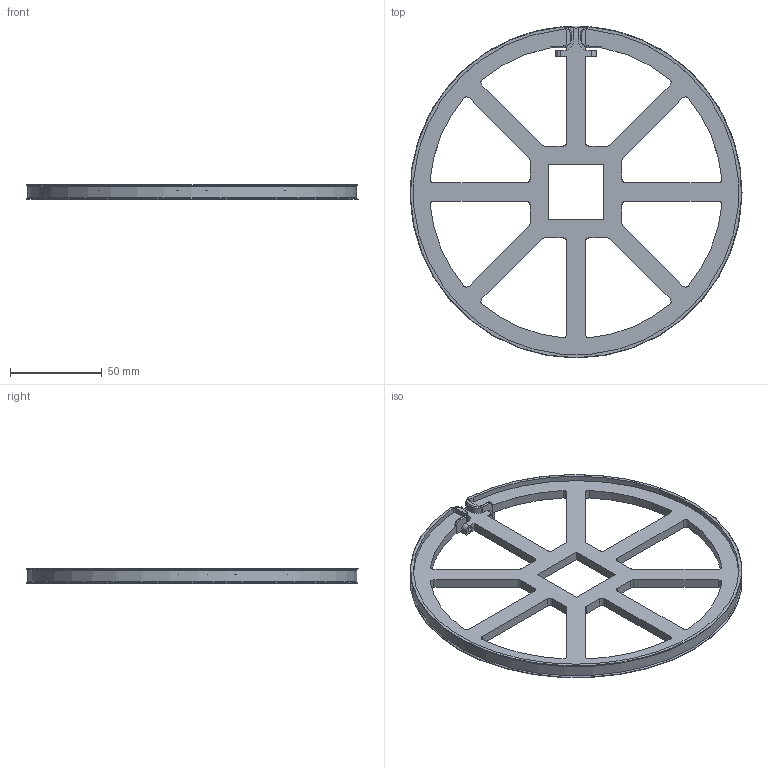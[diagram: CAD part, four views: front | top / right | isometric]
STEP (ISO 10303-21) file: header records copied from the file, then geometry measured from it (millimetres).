
FILE_DESCRIPTION (( 'STEP AP203' ), '1' );
FILE_NAME ('15_drivedisc_DEC_timingbelt.step', '2021-01-10T11:57:59', ( '' ), ( '' ), 'SwSTEP 2.0', 'SolidWorks 2020', '' );
FILE_SCHEMA (( 'CONFIG_CONTROL_DESIGN' ));
Length unit declared in the file: millimetre
Products named in the file (1): 15_drivedisc_DEC_timingbelt
Bounding box: 181.43 x 181.43 x 8 mm (x, y, z)
Volume: 57598.4 mm3; surface area: 37184.5 mm2
Topology: 1 solids, 1 shells, 155 faces, 436 edges, 281 vertices
Faces by surface type: cylinder 78, plane 55, torus 14, cone 4, bspline 4
Entity records: 5296 total; most frequent: CARTESIAN_POINT 1060, DIRECTION 906, ORIENTED_EDGE 872, EDGE_CURVE 436, AXIS2_PLACEMENT_3D 336, VERTEX_POINT 281, VECTOR 234, LINE 234
